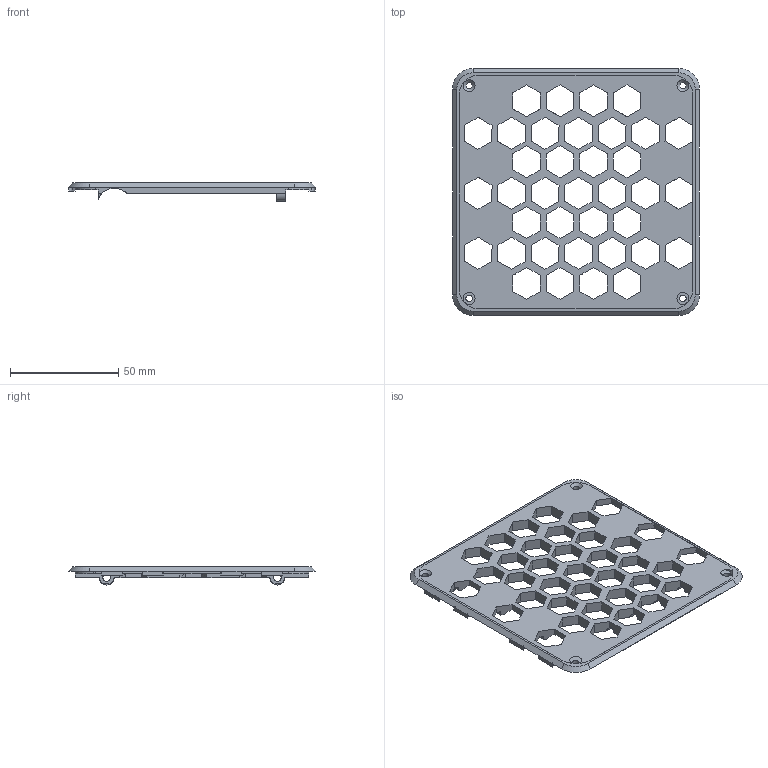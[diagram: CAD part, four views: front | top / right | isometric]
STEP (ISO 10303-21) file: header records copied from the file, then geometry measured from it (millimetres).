
FILE_DESCRIPTION(/* description */ (''),/* implementation_level */ '2;1');
FILE_NAME(/* name */ 'BeginerBuggy_c2_v12_top.step',/* time_stamp */ '2025-06-14T14:38:16-04:00',/* author */ (''),/* organization */ (''),/* preprocessor_version */ 'ST-DEVELOPER v20.1',/* originating_system */ 'Autodesk Translation Framework v14.10.0.0',/* authorisation */ '');
FILE_SCHEMA (('AUTOMOTIVE_DESIGN { 1 0 10303 214 3 1 1 }'));
Length unit declared in the file: millimetre
Products named in the file (1): Top
Bounding box: 114.3 x 114.3 x 8.35 mm (x, y, z)
Volume: 28924.9 mm3; surface area: 26928.5 mm2
Topology: 2 solids, 2 shells, 368 faces, 1129 edges, 740 vertices
Faces by surface type: plane 309, cylinder 45, cone 8, bspline 6
Full cylindrical faces by diameter (mm): 3 x4, 3.505 x4
Entity records: 12828 total; most frequent: CARTESIAN_POINT 2464, ORIENTED_EDGE 2258, DIRECTION 1992, EDGE_CURVE 1129, LINE 960, VECTOR 960, VERTEX_POINT 740, AXIS2_PLACEMENT_3D 516
